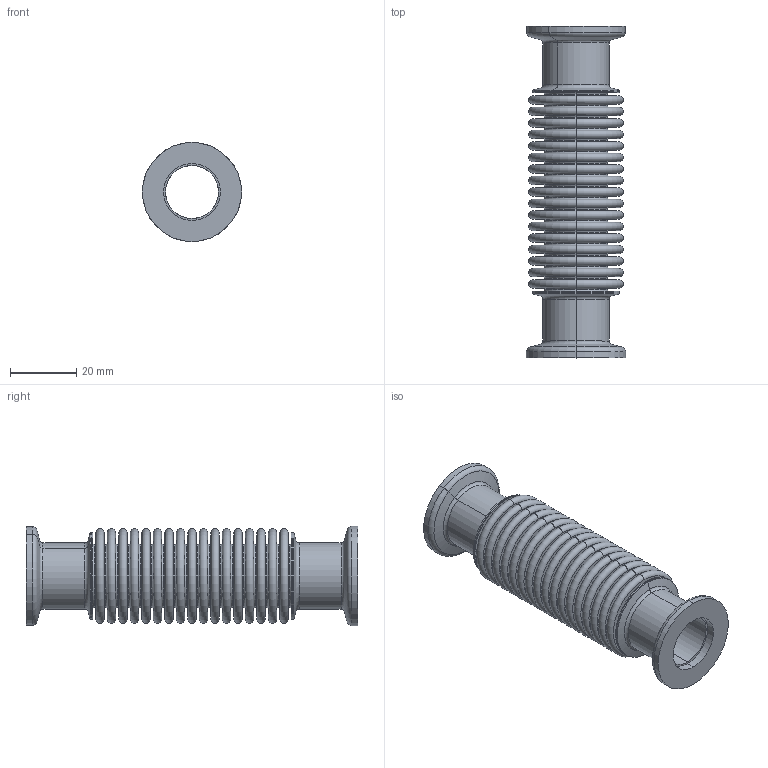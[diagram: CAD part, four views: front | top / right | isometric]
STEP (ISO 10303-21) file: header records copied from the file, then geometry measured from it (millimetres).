
FILE_DESCRIPTION (( 'STEP AP214' ), '1' );
FILE_NAME ('Hositrad_KX16-100.STEP', '2014-09-23T14:00:35', ( '' ), ( '' ), 'SwSTEP 2.0', 'SolidWorks 2014', '' );
FILE_SCHEMA (( 'AUTOMOTIVE_DESIGN' ));
Length unit declared in the file: millimetre
Products named in the file (3): KF16-stub; HydroFormedBellow-29-19-L64; Hositrad_KX16-100
Assembly tree (3 placements, depth 2):
  Hositrad_KX16-100
    HydroFormedBellow-29-19-L64
    KF16-stub  x2
Bounding box: 30 x 100.4 x 30 mm (x, y, z)
Volume: 11921.8 mm3; surface area: 37768 mm2
Topology: 3 solids, 3 shells, 340 faces, 680 edges, 420 vertices
Faces by surface type: torus 224, plane 80, cylinder 24, cone 12
Entity records: 8578 total; most frequent: DIRECTION 1876, CARTESIAN_POINT 1338, ORIENTED_EDGE 1256, AXIS2_PLACEMENT_3D 928, EDGE_CURVE 628, CIRCLE 608, VERTEX_POINT 390, EDGE_LOOP 390
